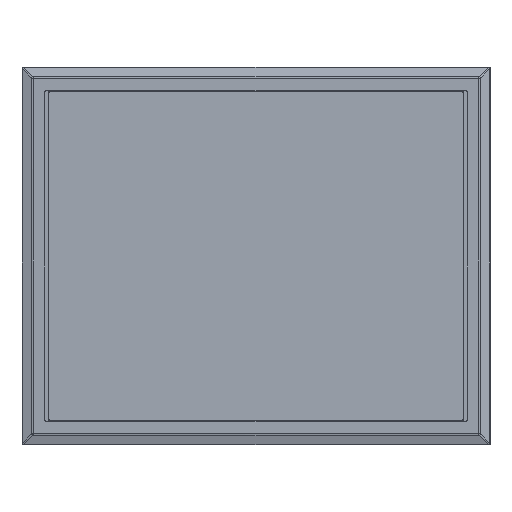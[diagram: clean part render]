
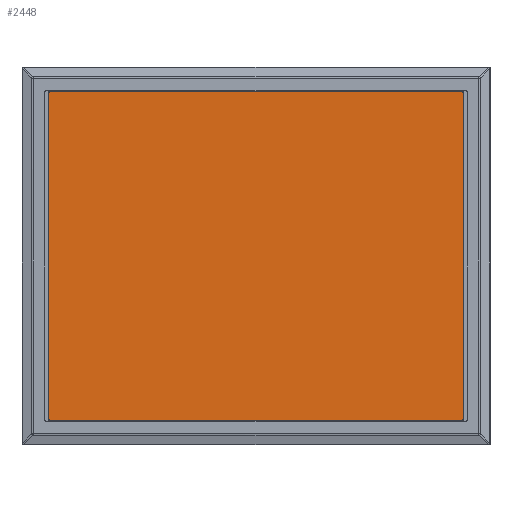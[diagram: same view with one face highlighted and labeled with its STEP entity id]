
A CAD part, top view. The second image highlights one B-rep face of the part: STEP entity #2448.
In plain terms, the highlighted planar face has unit normal (0, 0, 1).
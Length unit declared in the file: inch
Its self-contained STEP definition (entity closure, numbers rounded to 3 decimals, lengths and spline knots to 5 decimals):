
#15 = FACE_OUTER_BOUND ( 'NONE', #599, .T. ) ;
#144 = CARTESIAN_POINT ( 'NONE',  ( 3.73031, -4.79331, 0.11811 ) ) ;
#579 = VERTEX_POINT ( 'NONE', #4598 ) ;
#599 = EDGE_LOOP ( 'NONE', ( #9732, #10889, #10955, #10417, #5856, #11070, #5363, #1469 ) ) ;
#703 = DIRECTION ( 'NONE',  ( 0.707, 0.707, 0. ) ) ;
#867 = VERTEX_POINT ( 'NONE', #5639 ) ;
#898 = VECTOR ( 'NONE', #13342, 39.37008 ) ;
#1041 = CARTESIAN_POINT ( 'NONE',  ( -3.78937, -4.73425, 0.11811 ) ) ;
#1216 = CARTESIAN_POINT ( 'NONE',  ( -3.78937, 4.73425, 0.11811 ) ) ;
#1438 = DIRECTION ( 'NONE',  ( 1., 0., 0. ) ) ;
#1449 = EDGE_CURVE ( 'NONE', #3575, #7528, #11448, .T. ) ;
#1469 = ORIENTED_EDGE ( 'NONE', *, *, #9677, .F. ) ;
#1499 = DIRECTION ( 'NONE',  ( 0., -1., 0. ) ) ;
#2330 = AXIS2_PLACEMENT_3D ( 'NONE', #9425, #2370, #10619 ) ;
#2370 = DIRECTION ( 'NONE',  ( 0., 0., -1. ) ) ;
#2392 = VECTOR ( 'NONE', #12215, 39.37008 ) ;
#2448 = ADVANCED_FACE ( 'NONE', ( #15 ), #11739, .F. ) ;
#2629 = VERTEX_POINT ( 'NONE', #12041 ) ;
#3566 = VECTOR ( 'NONE', #13265, 39.37008 ) ;
#3575 = VERTEX_POINT ( 'NONE', #1041 ) ;
#3614 = DIRECTION ( 'NONE',  ( 0.707, -0.707, 0. ) ) ;
#3672 = CARTESIAN_POINT ( 'NONE',  ( 3.73031, 4.79331, 0.11811 ) ) ;
#3948 = LINE ( 'NONE', #6259, #3566 ) ;
#3959 = CARTESIAN_POINT ( 'NONE',  ( -3.78937, -4.79331, 0.11811 ) ) ;
#3986 = CARTESIAN_POINT ( 'NONE',  ( 3.78937, -4.73425, 0.11811 ) ) ;
#4427 = VECTOR ( 'NONE', #1499, 39.37008 ) ;
#4598 = CARTESIAN_POINT ( 'NONE',  ( 3.78937, 4.73425, 0.11811 ) ) ;
#4617 = CARTESIAN_POINT ( 'NONE',  ( 3.73031, 4.79331, 0.11811 ) ) ;
#5085 = LINE ( 'NONE', #3672, #11349 ) ;
#5133 = VERTEX_POINT ( 'NONE', #144 ) ;
#5363 = ORIENTED_EDGE ( 'NONE', *, *, #13131, .F. ) ;
#5639 = CARTESIAN_POINT ( 'NONE',  ( -3.73031, 4.79331, 0.11811 ) ) ;
#5856 = ORIENTED_EDGE ( 'NONE', *, *, #8347, .F. ) ;
#6259 = CARTESIAN_POINT ( 'NONE',  ( -3.73031, -4.79331, 0.11811 ) ) ;
#7100 = EDGE_CURVE ( 'NONE', #2629, #5133, #8671, .T. ) ;
#7487 = VERTEX_POINT ( 'NONE', #4617 ) ;
#7528 = VERTEX_POINT ( 'NONE', #1216 ) ;
#7600 = EDGE_CURVE ( 'NONE', #867, #7487, #11725, .T. ) ;
#8190 = CARTESIAN_POINT ( 'NONE',  ( -3.78937, 4.79331, 0.11811 ) ) ;
#8288 = VECTOR ( 'NONE', #9363, 39.37008 ) ;
#8347 = EDGE_CURVE ( 'NONE', #7528, #867, #11325, .T. ) ;
#8671 = LINE ( 'NONE', #3986, #2392 ) ;
#9363 = DIRECTION ( 'NONE',  ( 0., 1., 0. ) ) ;
#9425 = CARTESIAN_POINT ( 'NONE',  ( -3.78937, 4.79331, 0.11811 ) ) ;
#9677 = EDGE_CURVE ( 'NONE', #5133, #10438, #13407, .T. ) ;
#9732 = ORIENTED_EDGE ( 'NONE', *, *, #7100, .F. ) ;
#9825 = CARTESIAN_POINT ( 'NONE',  ( 3.78937, 4.79331, 0.11811 ) ) ;
#10270 = CARTESIAN_POINT ( 'NONE',  ( -3.73031, -4.79331, 0.11811 ) ) ;
#10417 = ORIENTED_EDGE ( 'NONE', *, *, #7600, .F. ) ;
#10438 = VERTEX_POINT ( 'NONE', #10270 ) ;
#10619 = DIRECTION ( 'NONE',  ( -1., 0., 0. ) ) ;
#10889 = ORIENTED_EDGE ( 'NONE', *, *, #11403, .F. ) ;
#10955 = ORIENTED_EDGE ( 'NONE', *, *, #15031, .F. ) ;
#11070 = ORIENTED_EDGE ( 'NONE', *, *, #1449, .F. ) ;
#11325 = LINE ( 'NONE', #14769, #14031 ) ;
#11349 = VECTOR ( 'NONE', #3614, 39.37008 ) ;
#11403 = EDGE_CURVE ( 'NONE', #579, #2629, #13409, .T. ) ;
#11448 = LINE ( 'NONE', #8190, #8288 ) ;
#11725 = LINE ( 'NONE', #14327, #14455 ) ;
#11739 = PLANE ( 'NONE',  #2330 ) ;
#12041 = CARTESIAN_POINT ( 'NONE',  ( 3.78937, -4.73425, 0.11811 ) ) ;
#12215 = DIRECTION ( 'NONE',  ( -0.707, -0.707, 0. ) ) ;
#13131 = EDGE_CURVE ( 'NONE', #10438, #3575, #3948, .T. ) ;
#13265 = DIRECTION ( 'NONE',  ( -0.707, 0.707, 0. ) ) ;
#13342 = DIRECTION ( 'NONE',  ( -1., 0., 0. ) ) ;
#13407 = LINE ( 'NONE', #3959, #898 ) ;
#13409 = LINE ( 'NONE', #9825, #4427 ) ;
#14031 = VECTOR ( 'NONE', #703, 39.37008 ) ;
#14327 = CARTESIAN_POINT ( 'NONE',  ( -3.78937, 4.79331, 0.11811 ) ) ;
#14455 = VECTOR ( 'NONE', #1438, 39.37008 ) ;
#14769 = CARTESIAN_POINT ( 'NONE',  ( -3.78937, 4.73425, 0.11811 ) ) ;
#15031 = EDGE_CURVE ( 'NONE', #7487, #579, #5085, .T. ) ;
